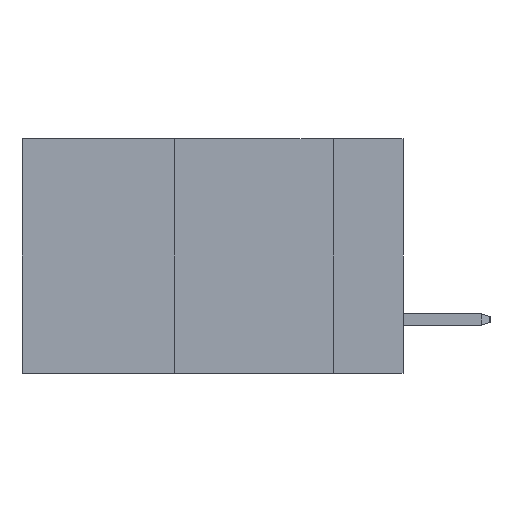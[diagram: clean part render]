
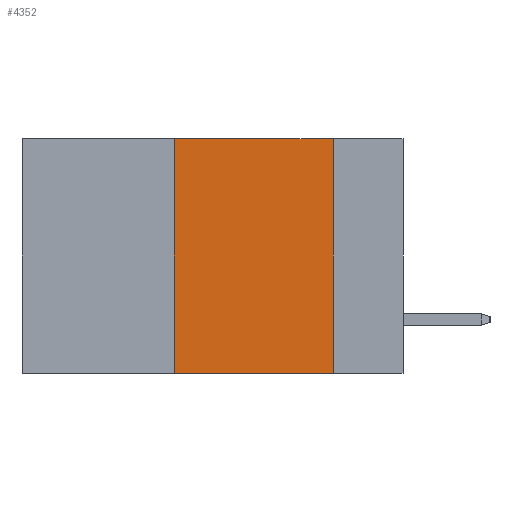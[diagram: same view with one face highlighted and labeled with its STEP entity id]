
A CAD part, left-side view. The second image highlights one B-rep face of the part: STEP entity #4352.
In plain terms, the highlighted planar face has unit normal (-1, 0, 0).
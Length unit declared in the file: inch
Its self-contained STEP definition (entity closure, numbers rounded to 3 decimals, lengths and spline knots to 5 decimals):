
#920 = EDGE_CURVE ( 'NONE', #20185, #3176, #19700, .T. ) ;
#1708 = CARTESIAN_POINT ( 'NONE',  ( 0., 0.36, 0. ) ) ;
#3176 = VERTEX_POINT ( 'NONE', #21353 ) ;
#3636 = VECTOR ( 'NONE', #18468, 39.37008 ) ;
#3920 = CARTESIAN_POINT ( 'NONE',  ( 0., 0.6, 0. ) ) ;
#4352 = ADVANCED_FACE ( 'NONE', ( #29784 ), #22943, .F. ) ;
#6481 = DIRECTION ( 'NONE',  ( 0., 0., 1. ) ) ;
#8065 = DIRECTION ( 'NONE',  ( 0., -1., 0. ) ) ;
#8538 = ORIENTED_EDGE ( 'NONE', *, *, #8570, .F. ) ;
#8570 = EDGE_CURVE ( 'NONE', #3176, #17528, #16140, .T. ) ;
#8775 = ORIENTED_EDGE ( 'NONE', *, *, #920, .F. ) ;
#11337 = CARTESIAN_POINT ( 'NONE',  ( 0., 0.11, 0. ) ) ;
#11518 = DIRECTION ( 'NONE',  ( 0., -1., 0. ) ) ;
#12364 = VECTOR ( 'NONE', #8065, 39.37008 ) ;
#12741 = ORIENTED_EDGE ( 'NONE', *, *, #23311, .F. ) ;
#14587 = CARTESIAN_POINT ( 'NONE',  ( 0., 0.6, 0. ) ) ;
#14808 = CARTESIAN_POINT ( 'NONE',  ( 0., 0.11, -0.37 ) ) ;
#16016 = CARTESIAN_POINT ( 'NONE',  ( 0., 0.36, 0. ) ) ;
#16140 = LINE ( 'NONE', #11337, #3636 ) ;
#16320 = LINE ( 'NONE', #18809, #26150 ) ;
#17517 = EDGE_LOOP ( 'NONE', ( #8538, #8775, #12741, #28622 ) ) ;
#17528 = VERTEX_POINT ( 'NONE', #14808 ) ;
#17608 = VECTOR ( 'NONE', #6481, 39.37008 ) ;
#18468 = DIRECTION ( 'NONE',  ( 0., 0., -1. ) ) ;
#18809 = CARTESIAN_POINT ( 'NONE',  ( 0., 0.6, -0.37 ) ) ;
#19700 = LINE ( 'NONE', #14587, #12364 ) ;
#20185 = VERTEX_POINT ( 'NONE', #16016 ) ;
#20281 = EDGE_CURVE ( 'NONE', #29231, #17528, #16320, .T. ) ;
#21353 = CARTESIAN_POINT ( 'NONE',  ( 0., 0.11, 0. ) ) ;
#22943 = PLANE ( 'NONE',  #28317 ) ;
#23311 = EDGE_CURVE ( 'NONE', #29231, #20185, #25829, .T. ) ;
#24674 = CARTESIAN_POINT ( 'NONE',  ( 0., 0.36, -0.37 ) ) ;
#25829 = LINE ( 'NONE', #1708, #17608 ) ;
#26150 = VECTOR ( 'NONE', #11518, 39.37008 ) ;
#27163 = DIRECTION ( 'NONE',  ( 1., 0., 0. ) ) ;
#28317 = AXIS2_PLACEMENT_3D ( 'NONE', #3920, #27163, #29644 ) ;
#28622 = ORIENTED_EDGE ( 'NONE', *, *, #20281, .T. ) ;
#29231 = VERTEX_POINT ( 'NONE', #24674 ) ;
#29644 = DIRECTION ( 'NONE',  ( 0., 0., -1. ) ) ;
#29784 = FACE_OUTER_BOUND ( 'NONE', #17517, .T. ) ;
